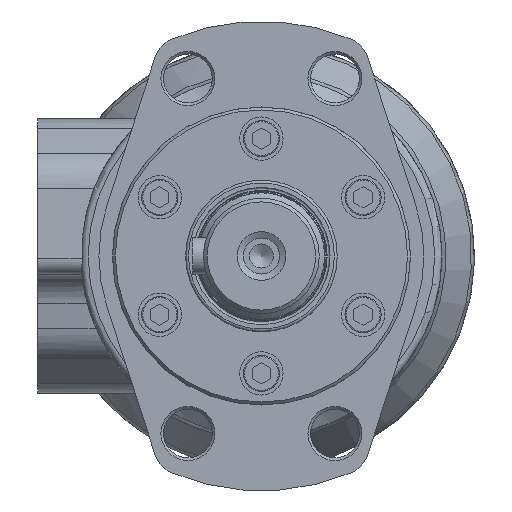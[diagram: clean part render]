
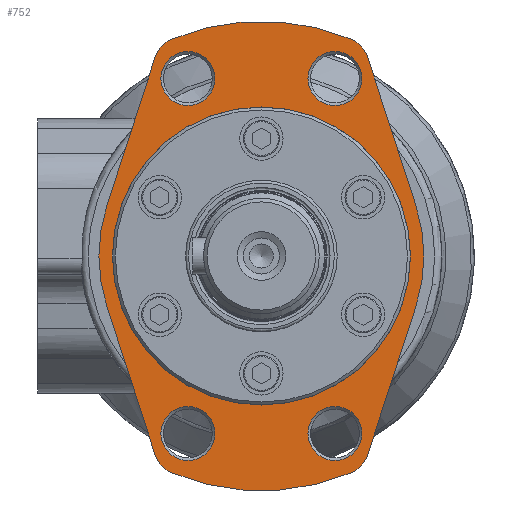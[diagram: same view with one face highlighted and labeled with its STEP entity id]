
A CAD part, left-side view. The second image highlights one B-rep face of the part: STEP entity #752.
In plain terms, the highlighted planar face has unit normal (-1, 0, 0).
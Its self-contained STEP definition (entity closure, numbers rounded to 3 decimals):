
#752 = ADVANCED_FACE( '', ( #1656, #1657, #1658, #1659, #1660, #1661 ), #1662, .F. );
#1656 = FACE_BOUND( '', #2856, .T. );
#1657 = FACE_BOUND( '', #2857, .T. );
#1658 = FACE_BOUND( '', #2858, .T. );
#1659 = FACE_BOUND( '', #2859, .T. );
#1660 = FACE_BOUND( '', #2860, .T. );
#1661 = FACE_OUTER_BOUND( '', #2861, .T. );
#1662 = PLANE( '', #2862 );
#2856 = EDGE_LOOP( '', ( #4528 ) );
#2857 = EDGE_LOOP( '', ( #4529 ) );
#2858 = EDGE_LOOP( '', ( #4530 ) );
#2859 = EDGE_LOOP( '', ( #4531 ) );
#2860 = EDGE_LOOP( '', ( #4532 ) );
#2861 = EDGE_LOOP( '', ( #4533, #4534, #4535, #4536, #4537, #4538, #4539, #4540, #4541, #4542, #4543, #4544 ) );
#2862 = AXIS2_PLACEMENT_3D( '', #4545, #4546, #4547 );
#4528 = ORIENTED_EDGE( '', *, *, #6482, .T. );
#4529 = ORIENTED_EDGE( '', *, *, #6483, .T. );
#4530 = ORIENTED_EDGE( '', *, *, #6043, .T. );
#4531 = ORIENTED_EDGE( '', *, *, #6211, .T. );
#4532 = ORIENTED_EDGE( '', *, *, #6205, .T. );
#4533 = ORIENTED_EDGE( '', *, *, #6418, .F. );
#4534 = ORIENTED_EDGE( '', *, *, #6300, .F. );
#4535 = ORIENTED_EDGE( '', *, *, #6089, .F. );
#4536 = ORIENTED_EDGE( '', *, *, #6484, .F. );
#4537 = ORIENTED_EDGE( '', *, *, #6217, .F. );
#4538 = ORIENTED_EDGE( '', *, *, #6485, .F. );
#4539 = ORIENTED_EDGE( '', *, *, #6053, .F. );
#4540 = ORIENTED_EDGE( '', *, *, #6237, .F. );
#4541 = ORIENTED_EDGE( '', *, *, #6288, .F. );
#4542 = ORIENTED_EDGE( '', *, *, #6486, .F. );
#4543 = ORIENTED_EDGE( '', *, *, #6449, .F. );
#4544 = ORIENTED_EDGE( '', *, *, #6487, .F. );
#4545 = CARTESIAN_POINT( '', ( 0., 21.79, 52.67 ) );
#4546 = DIRECTION( '', ( 1., 0., 0. ) );
#4547 = DIRECTION( '', ( 0., 0., -1. ) );
#6043 = EDGE_CURVE( '', #6960, #6960, #6961, .T. );
#6053 = EDGE_CURVE( '', #6977, #6978, #6979, .T. );
#6089 = EDGE_CURVE( '', #7040, #7041, #7042, .T. );
#6205 = EDGE_CURVE( '', #7238, #7238, #7239, .T. );
#6211 = EDGE_CURVE( '', #7248, #7248, #7249, .T. );
#6217 = EDGE_CURVE( '', #7258, #7259, #7260, .T. );
#6237 = EDGE_CURVE( '', #7292, #6977, #7293, .T. );
#6288 = EDGE_CURVE( '', #7374, #7292, #7375, .T. );
#6300 = EDGE_CURVE( '', #7041, #7391, #7392, .T. );
#6418 = EDGE_CURVE( '', #7391, #7587, #7588, .T. );
#6449 = EDGE_CURVE( '', #7632, #7633, #7634, .T. );
#6482 = EDGE_CURVE( '', #7679, #7679, #7680, .T. );
#6483 = EDGE_CURVE( '', #7681, #7681, #7682, .T. );
#6484 = EDGE_CURVE( '', #7259, #7040, #7683, .T. );
#6485 = EDGE_CURVE( '', #6978, #7258, #7684, .T. );
#6486 = EDGE_CURVE( '', #7633, #7374, #7685, .T. );
#6487 = EDGE_CURVE( '', #7587, #7632, #7686, .T. );
#6960 = VERTEX_POINT( '', #8314 );
#6961 = CIRCLE( '', #8315, 7.48 );
#6977 = VERTEX_POINT( '', #8363 );
#6978 = VERTEX_POINT( '', #8364 );
#6979 = CIRCLE( '', #8365, 8. );
#7040 = VERTEX_POINT( '', #8432 );
#7041 = VERTEX_POINT( '', #8433 );
#7042 = CIRCLE( '', #8434, 45. );
#7238 = VERTEX_POINT( '', #8756 );
#7239 = CIRCLE( '', #8757, 7.48 );
#7248 = VERTEX_POINT( '', #8766 );
#7249 = CIRCLE( '', #8767, 7.48 );
#7258 = VERTEX_POINT( '', #8813 );
#7259 = VERTEX_POINT( '', #8814 );
#7260 = CIRCLE( '', #8815, 8. );
#7292 = VERTEX_POINT( '', #8853 );
#7293 = LINE( '', #8854, #8855 );
#7374 = VERTEX_POINT( '', #8973 );
#7375 = CIRCLE( '', #8974, 45. );
#7391 = VERTEX_POINT( '', #8991 );
#7392 = LINE( '', #8992, #8993 );
#7587 = VERTEX_POINT( '', #9474 );
#7588 = CIRCLE( '', #9475, 8. );
#7632 = VERTEX_POINT( '', #9542 );
#7633 = VERTEX_POINT( '', #9543 );
#7634 = CIRCLE( '', #9544, 8. );
#7679 = VERTEX_POINT( '', #9648 );
#7680 = CIRCLE( '', #9649, 41.275 );
#7681 = VERTEX_POINT( '', #9650 );
#7682 = CIRCLE( '', #9651, 7.48 );
#7683 = LINE( '', #9652, #9653 );
#7684 = CIRCLE( '', #9654, 65. );
#7685 = LINE( '', #9655, #9656 );
#7686 = CIRCLE( '', #9657, 65. );
#8314 = CARTESIAN_POINT( '', ( 0., 20.359, 41.67 ) );
#8315 = AXIS2_PLACEMENT_3D( '', #10459, #10460, #10461 );
#8363 = CARTESIAN_POINT( '', ( 0., -29.399, -55.143 ) );
#8364 = CARTESIAN_POINT( '', ( 0., -24.849, -60.063 ) );
#8365 = AXIS2_PLACEMENT_3D( '', #10470, #10471, #10472 );
#8432 = CARTESIAN_POINT( '', ( 0., 42.798, -13.906 ) );
#8433 = CARTESIAN_POINT( '', ( 0., 42.798, 13.906 ) );
#8434 = AXIS2_PLACEMENT_3D( '', #10542, #10543, #10544 );
#8756 = CARTESIAN_POINT( '', ( 0., 20.359, -56.63 ) );
#8757 = AXIS2_PLACEMENT_3D( '', #10718, #10719, #10720 );
#8766 = CARTESIAN_POINT( '', ( 0., -20.359, 41.67 ) );
#8767 = AXIS2_PLACEMENT_3D( '', #10730, #10731, #10732 );
#8813 = CARTESIAN_POINT( '', ( 0., 24.849, -60.063 ) );
#8814 = CARTESIAN_POINT( '', ( 0., 29.399, -55.143 ) );
#8815 = AXIS2_PLACEMENT_3D( '', #10739, #10740, #10741 );
#8853 = CARTESIAN_POINT( '', ( 0., -42.798, -13.906 ) );
#8854 = CARTESIAN_POINT( '', ( 0., -42.798, -13.906 ) );
#8855 = VECTOR( '', #10769, 1000. );
#8973 = CARTESIAN_POINT( '', ( 0., -42.798, 13.906 ) );
#8974 = AXIS2_PLACEMENT_3D( '', #10825, #10826, #10827 );
#8991 = CARTESIAN_POINT( '', ( 0., 29.399, 55.143 ) );
#8992 = CARTESIAN_POINT( '', ( 0., 42.798, 13.906 ) );
#8993 = VECTOR( '', #10844, 1000. );
#9474 = CARTESIAN_POINT( '', ( 0., 24.849, 60.063 ) );
#9475 = AXIS2_PLACEMENT_3D( '', #11007, #11008, #11009 );
#9542 = CARTESIAN_POINT( '', ( 0., -24.849, 60.063 ) );
#9543 = CARTESIAN_POINT( '', ( 0., -29.399, 55.143 ) );
#9544 = AXIS2_PLACEMENT_3D( '', #11044, #11045, #11046 );
#9648 = CARTESIAN_POINT( '', ( 0., 0., -41.275 ) );
#9649 = AXIS2_PLACEMENT_3D( '', #11074, #11075, #11076 );
#9650 = CARTESIAN_POINT( '', ( 0., -20.359, -56.63 ) );
#9651 = AXIS2_PLACEMENT_3D( '', #11077, #11078, #11079 );
#9652 = CARTESIAN_POINT( '', ( 0., 29.399, -55.143 ) );
#9653 = VECTOR( '', #11080, 1000. );
#9654 = AXIS2_PLACEMENT_3D( '', #11081, #11082, #11083 );
#9655 = CARTESIAN_POINT( '', ( 0., -29.399, 55.143 ) );
#9656 = VECTOR( '', #11084, 1000. );
#9657 = AXIS2_PLACEMENT_3D( '', #11085, #11086, #11087 );
#10459 = CARTESIAN_POINT( '', ( 0., 20.359, 49.15 ) );
#10460 = DIRECTION( '', ( 1., 0., 0. ) );
#10461 = DIRECTION( '', ( 0., 0., -1. ) );
#10470 = CARTESIAN_POINT( '', ( 0., -21.79, -52.67 ) );
#10471 = DIRECTION( '', ( 1., 0., 0. ) );
#10472 = DIRECTION( '', ( 0., 0., -1. ) );
#10542 = CARTESIAN_POINT( '', ( 0., 0., 0. ) );
#10543 = DIRECTION( '', ( 1., 0., 0. ) );
#10544 = DIRECTION( '', ( 0., 0., -1. ) );
#10718 = CARTESIAN_POINT( '', ( 0., 20.359, -49.15 ) );
#10719 = DIRECTION( '', ( 1., 0., 0. ) );
#10720 = DIRECTION( '', ( 0., 0., -1. ) );
#10730 = CARTESIAN_POINT( '', ( 0., -20.359, 49.15 ) );
#10731 = DIRECTION( '', ( 1., 0., 0. ) );
#10732 = DIRECTION( '', ( 0., 0., -1. ) );
#10739 = CARTESIAN_POINT( '', ( 0., 21.79, -52.67 ) );
#10740 = DIRECTION( '', ( 1., 0., 0. ) );
#10741 = DIRECTION( '', ( 0., 0., -1. ) );
#10769 = DIRECTION( '', ( 0., 0.309, -0.951 ) );
#10825 = CARTESIAN_POINT( '', ( 0., 0., 0. ) );
#10826 = DIRECTION( '', ( 1., 0., 0. ) );
#10827 = DIRECTION( '', ( 0., 0., -1. ) );
#10844 = DIRECTION( '', ( 0., -0.309, 0.951 ) );
#11007 = CARTESIAN_POINT( '', ( 0., 21.79, 52.67 ) );
#11008 = DIRECTION( '', ( 1., 0., 0. ) );
#11009 = DIRECTION( '', ( 0., 0., -1. ) );
#11044 = CARTESIAN_POINT( '', ( 0., -21.79, 52.67 ) );
#11045 = DIRECTION( '', ( 1., 0., 0. ) );
#11046 = DIRECTION( '', ( 0., 0., -1. ) );
#11074 = CARTESIAN_POINT( '', ( 0., 0., 0. ) );
#11075 = DIRECTION( '', ( 1., 0., 0. ) );
#11076 = DIRECTION( '', ( 0., 0., -1. ) );
#11077 = CARTESIAN_POINT( '', ( 0., -20.359, -49.15 ) );
#11078 = DIRECTION( '', ( 1., 0., 0. ) );
#11079 = DIRECTION( '', ( 0., 0., -1. ) );
#11080 = DIRECTION( '', ( 0., 0.309, 0.951 ) );
#11081 = CARTESIAN_POINT( '', ( 0., 0., 0. ) );
#11082 = DIRECTION( '', ( 1., 0., 0. ) );
#11083 = DIRECTION( '', ( 0., 0., -1. ) );
#11084 = DIRECTION( '', ( 0., -0.309, -0.951 ) );
#11085 = CARTESIAN_POINT( '', ( 0., 0., 0. ) );
#11086 = DIRECTION( '', ( 1., 0., 0. ) );
#11087 = DIRECTION( '', ( 0., 0., -1. ) );
